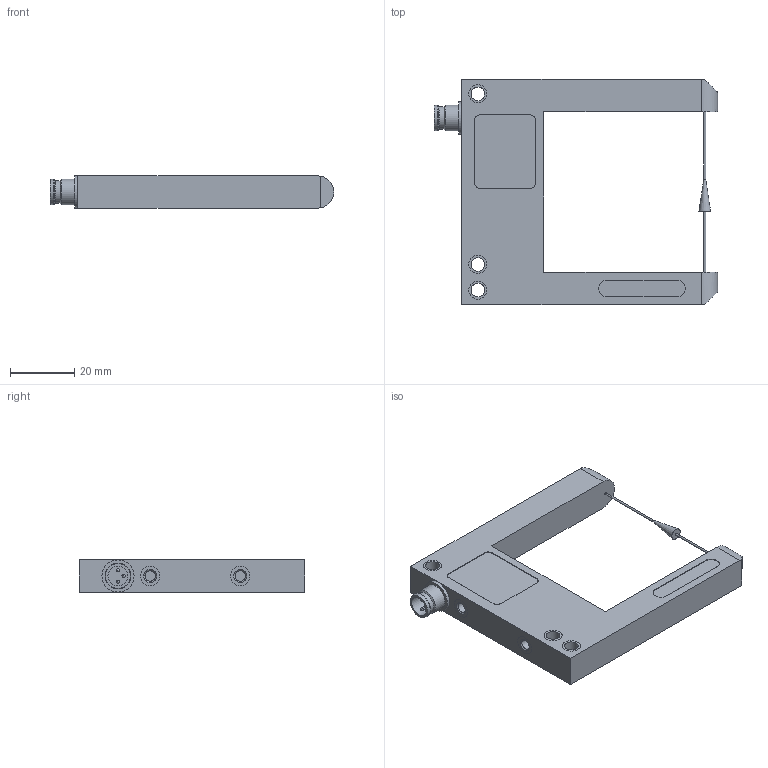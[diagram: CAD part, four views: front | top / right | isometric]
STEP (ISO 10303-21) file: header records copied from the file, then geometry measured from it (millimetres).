
FILE_DESCRIPTION(/* description */ ('STEP AP214'),/* implementation_level */ '2;1');
FILE_NAME(/* name */ '553563_SOOF-P-FL-ST-C50-P',/* time_stamp */ '2024-09-12T14:19:41+02:00',/* author */ ('License CC BY-ND 4.0'),/* organization */ ('CADENAS'),/* preprocessor_version */ 'ST-DEVELOPER v19.3',/* originating_system */ 'PARTsolutions',/* authorisation */ ' ');
FILE_SCHEMA (('AUTOMOTIVE_DESIGN {1 0 10303 214 3 1 1}'));
Length unit declared in the file: millimetre
Products named in the file (3): 553563 SOOF-P-FL-ST-C50-P---(0); 553563 SOOF-P-FL-ST-C50-P_P; Light-Beam-2-50-0.6
Assembly tree (2 placements, depth 2):
  553563 SOOF-P-FL-ST-C50-P---(0)
    553563 SOOF-P-FL-ST-C50-P_P
    Light-Beam-2-50-0.6
Bounding box: 88 x 70 x 10 mm (x, y, z)
Volume: 27890.3 mm3; surface area: 10677.6 mm2
Topology: 2 solids, 2 shells, 89 faces, 191 edges, 123 vertices
Faces by surface type: plane 43, cylinder 37, cone 6, sphere 3
Full cylindrical faces by diameter (mm): 0.6 x2, 1 x3, 3.242 x2, 4.2 x3, 5.6 x6, 6 x2, 6.2 x1, 7 x1, 8 x2, 10 x1
Entity records: 2316 total; most frequent: DIRECTION 422, CARTESIAN_POINT 366, ORIENTED_EDGE 310, AXIS2_PLACEMENT_3D 175, EDGE_CURVE 155, EDGE_LOOP 144, FACE_BOUND 144, VERTEX_POINT 119
